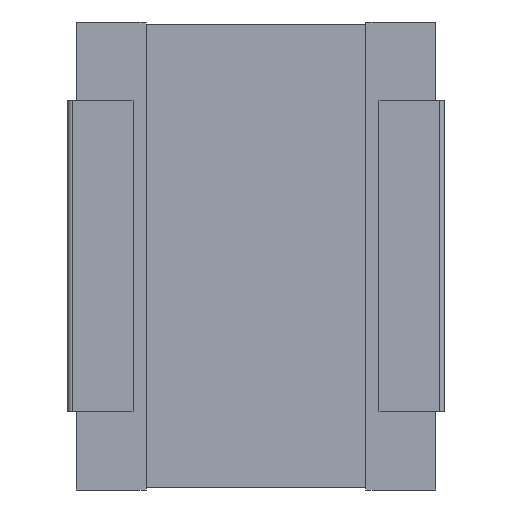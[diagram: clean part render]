
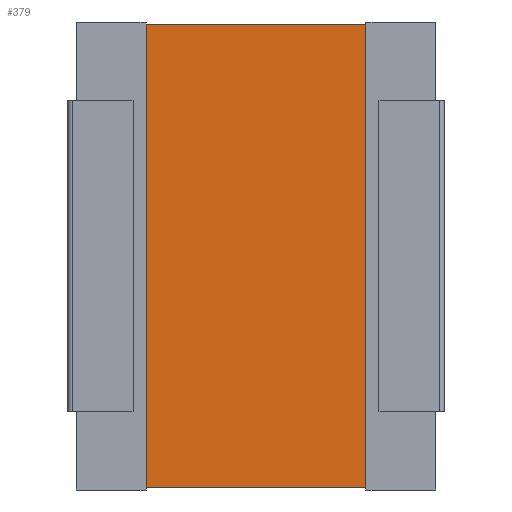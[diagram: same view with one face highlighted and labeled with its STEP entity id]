
A CAD part, front view. The second image highlights one B-rep face of the part: STEP entity #379.
In plain terms, the highlighted planar face has unit normal (0, -1, 0).
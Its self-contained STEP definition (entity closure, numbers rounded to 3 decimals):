
#77 = DIRECTION ( 'NONE',  ( 0., 0., 1. ) ) ;
#209 = LINE ( 'NONE', #607, #1588 ) ;
#379 = ADVANCED_FACE ( 'NONE', ( #1460 ), #1204, .F. ) ;
#434 = VECTOR ( 'NONE', #1130, 1000. ) ;
#607 = CARTESIAN_POINT ( 'NONE',  ( 3.199, 0.1, -0.1 ) ) ;
#664 = EDGE_CURVE ( 'NONE', #3211, #2942, #209, .T. ) ;
#670 = VECTOR ( 'NONE', #1893, 1000. ) ;
#743 = ORIENTED_EDGE ( 'NONE', *, *, #2805, .F. ) ;
#881 = VECTOR ( 'NONE', #1551, 1000. ) ;
#927 = VERTEX_POINT ( 'NONE', #2505 ) ;
#1116 = ORIENTED_EDGE ( 'NONE', *, *, #664, .T. ) ;
#1124 = EDGE_LOOP ( 'NONE', ( #1848, #1116, #743, #2282 ) ) ;
#1130 = DIRECTION ( 'NONE',  ( 0., 0., 1. ) ) ;
#1204 = PLANE ( 'NONE',  #2258 ) ;
#1378 = CARTESIAN_POINT ( 'NONE',  ( 13.301, 0.1, -21.5 ) ) ;
#1460 = FACE_OUTER_BOUND ( 'NONE', #1124, .T. ) ;
#1551 = DIRECTION ( 'NONE',  ( 1., 0., 0. ) ) ;
#1588 = VECTOR ( 'NONE', #3247, 1000. ) ;
#1606 = CARTESIAN_POINT ( 'NONE',  ( 13.301, 0.1, -21.4 ) ) ;
#1842 = EDGE_CURVE ( 'NONE', #927, #2113, #2145, .T. ) ;
#1848 = ORIENTED_EDGE ( 'NONE', *, *, #2896, .T. ) ;
#1893 = DIRECTION ( 'NONE',  ( 0., 0., 1. ) ) ;
#2113 = VERTEX_POINT ( 'NONE', #1606 ) ;
#2145 = LINE ( 'NONE', #3579, #881 ) ;
#2172 = DIRECTION ( 'NONE',  ( 0., 1., 0. ) ) ;
#2225 = CARTESIAN_POINT ( 'NONE',  ( 13.301, 0.1, -0.1 ) ) ;
#2258 = AXIS2_PLACEMENT_3D ( 'NONE', #2370, #2172, #77 ) ;
#2268 = LINE ( 'NONE', #2499, #670 ) ;
#2282 = ORIENTED_EDGE ( 'NONE', *, *, #1842, .T. ) ;
#2370 = CARTESIAN_POINT ( 'NONE',  ( 3.199, 0.1, -21.5 ) ) ;
#2499 = CARTESIAN_POINT ( 'NONE',  ( 3.199, 0.1, -21.5 ) ) ;
#2505 = CARTESIAN_POINT ( 'NONE',  ( 3.199, 0.1, -21.4 ) ) ;
#2805 = EDGE_CURVE ( 'NONE', #927, #2942, #2268, .T. ) ;
#2896 = EDGE_CURVE ( 'NONE', #2113, #3211, #3057, .T. ) ;
#2942 = VERTEX_POINT ( 'NONE', #3443 ) ;
#3057 = LINE ( 'NONE', #1378, #434 ) ;
#3211 = VERTEX_POINT ( 'NONE', #2225 ) ;
#3247 = DIRECTION ( 'NONE',  ( -1., 0., 0. ) ) ;
#3443 = CARTESIAN_POINT ( 'NONE',  ( 3.199, 0.1, -0.1 ) ) ;
#3579 = CARTESIAN_POINT ( 'NONE',  ( 3.199, 0.1, -21.4 ) ) ;
